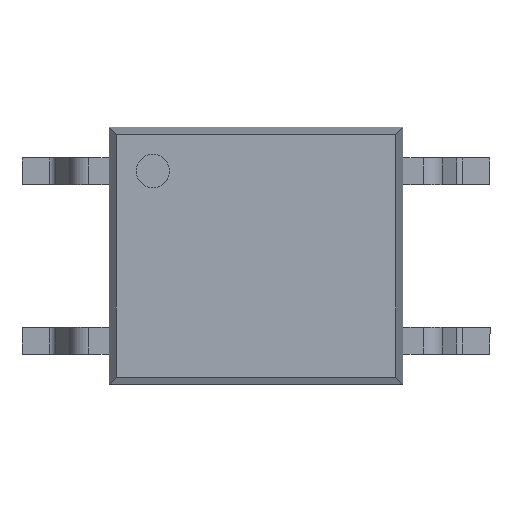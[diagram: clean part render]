
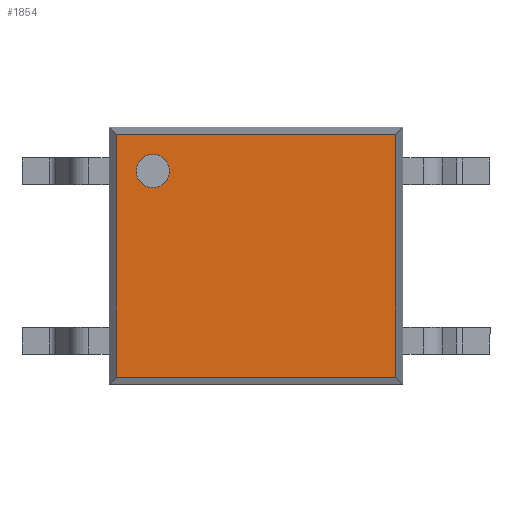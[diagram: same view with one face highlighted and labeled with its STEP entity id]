
A CAD part, top view. The second image highlights one B-rep face of the part: STEP entity #1854.
In plain terms, the highlighted planar face has unit normal (0, 0, 1).
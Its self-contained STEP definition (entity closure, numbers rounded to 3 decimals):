
#168 = CARTESIAN_POINT ( 'NONE',  ( 2.091, -1.816, 2.1 ) ) ;
#265 = DIRECTION ( 'NONE',  ( 0., 0., -1. ) ) ;
#279 = DIRECTION ( 'NONE',  ( 1., 0., 0. ) ) ;
#415 = CARTESIAN_POINT ( 'NONE',  ( 2.091, 1.816, 2.1 ) ) ;
#558 = EDGE_CURVE ( 'NONE', #1895, #2864, #2291, .T. ) ;
#573 = ORIENTED_EDGE ( 'NONE', *, *, #775, .T. ) ;
#625 = CIRCLE ( 'NONE', #2391, 0.25 ) ;
#645 = VERTEX_POINT ( 'NONE', #168 ) ;
#698 = CARTESIAN_POINT ( 'NONE',  ( -2.091, -1.925, 2.1 ) ) ;
#703 = EDGE_LOOP ( 'NONE', ( #2240, #573 ) ) ;
#706 = VECTOR ( 'NONE', #1209, 1000. ) ;
#752 = CARTESIAN_POINT ( 'NONE',  ( -1.545, 1.27, 2.1 ) ) ;
#774 = DIRECTION ( 'NONE',  ( 1., 0., 0. ) ) ;
#775 = EDGE_CURVE ( 'NONE', #2864, #1895, #625, .T. ) ;
#821 = VERTEX_POINT ( 'NONE', #2336 ) ;
#987 = FACE_OUTER_BOUND ( 'NONE', #1086, .T. ) ;
#1069 = DIRECTION ( 'NONE',  ( 0., 0., -1. ) ) ;
#1086 = EDGE_LOOP ( 'NONE', ( #2610, #2970, #1747, #1412 ) ) ;
#1097 = CARTESIAN_POINT ( 'NONE',  ( -2.091, 1.816, 2.1 ) ) ;
#1166 = CARTESIAN_POINT ( 'NONE',  ( -1.545, 1.27, 2.1 ) ) ;
#1209 = DIRECTION ( 'NONE',  ( 0., 1., 0. ) ) ;
#1227 = FACE_BOUND ( 'NONE', #703, .T. ) ;
#1259 = EDGE_CURVE ( 'NONE', #2275, #2317, #2809, .T. ) ;
#1262 = CARTESIAN_POINT ( 'NONE',  ( 10., 1.816, 2.1 ) ) ;
#1266 = CARTESIAN_POINT ( 'NONE',  ( 10., -1.816, 2.1 ) ) ;
#1341 = CARTESIAN_POINT ( 'NONE',  ( 2.091, -1.925, 2.1 ) ) ;
#1412 = ORIENTED_EDGE ( 'NONE', *, *, #2792, .F. ) ;
#1464 = PLANE ( 'NONE',  #2034 ) ;
#1497 = DIRECTION ( 'NONE',  ( 0., -1., 0. ) ) ;
#1516 = VECTOR ( 'NONE', #1766, 1000. ) ;
#1525 = EDGE_CURVE ( 'NONE', #2275, #645, #2841, .T. ) ;
#1747 = ORIENTED_EDGE ( 'NONE', *, *, #1259, .T. ) ;
#1766 = DIRECTION ( 'NONE',  ( 1., 0., 0. ) ) ;
#1854 = ADVANCED_FACE ( 'NONE', ( #1227, #987 ), #1464, .T. ) ;
#1895 = VERTEX_POINT ( 'NONE', #2136 ) ;
#1952 = CARTESIAN_POINT ( 'NONE',  ( -2.091, -1.925, 2.1 ) ) ;
#2034 = AXIS2_PLACEMENT_3D ( 'NONE', #1952, #2786, #2764 ) ;
#2088 = VECTOR ( 'NONE', #2361, 1000. ) ;
#2136 = CARTESIAN_POINT ( 'NONE',  ( -1.295, 1.27, 2.1 ) ) ;
#2202 = VECTOR ( 'NONE', #1497, 1000. ) ;
#2240 = ORIENTED_EDGE ( 'NONE', *, *, #558, .T. ) ;
#2275 = VERTEX_POINT ( 'NONE', #415 ) ;
#2289 = AXIS2_PLACEMENT_3D ( 'NONE', #752, #265, #279 ) ;
#2291 = CIRCLE ( 'NONE', #2289, 0.25 ) ;
#2317 = VERTEX_POINT ( 'NONE', #1097 ) ;
#2336 = CARTESIAN_POINT ( 'NONE',  ( -2.091, -1.816, 2.1 ) ) ;
#2361 = DIRECTION ( 'NONE',  ( -1., 0., 0. ) ) ;
#2391 = AXIS2_PLACEMENT_3D ( 'NONE', #1166, #1069, #774 ) ;
#2485 = CARTESIAN_POINT ( 'NONE',  ( -1.795, 1.27, 2.1 ) ) ;
#2610 = ORIENTED_EDGE ( 'NONE', *, *, #2871, .T. ) ;
#2670 = LINE ( 'NONE', #698, #706 ) ;
#2764 = DIRECTION ( 'NONE',  ( 1., 0., 0. ) ) ;
#2786 = DIRECTION ( 'NONE',  ( 0., 0., 1. ) ) ;
#2792 = EDGE_CURVE ( 'NONE', #821, #2317, #2670, .T. ) ;
#2809 = LINE ( 'NONE', #1262, #2088 ) ;
#2818 = LINE ( 'NONE', #1266, #1516 ) ;
#2841 = LINE ( 'NONE', #1341, #2202 ) ;
#2864 = VERTEX_POINT ( 'NONE', #2485 ) ;
#2871 = EDGE_CURVE ( 'NONE', #821, #645, #2818, .T. ) ;
#2970 = ORIENTED_EDGE ( 'NONE', *, *, #1525, .F. ) ;
